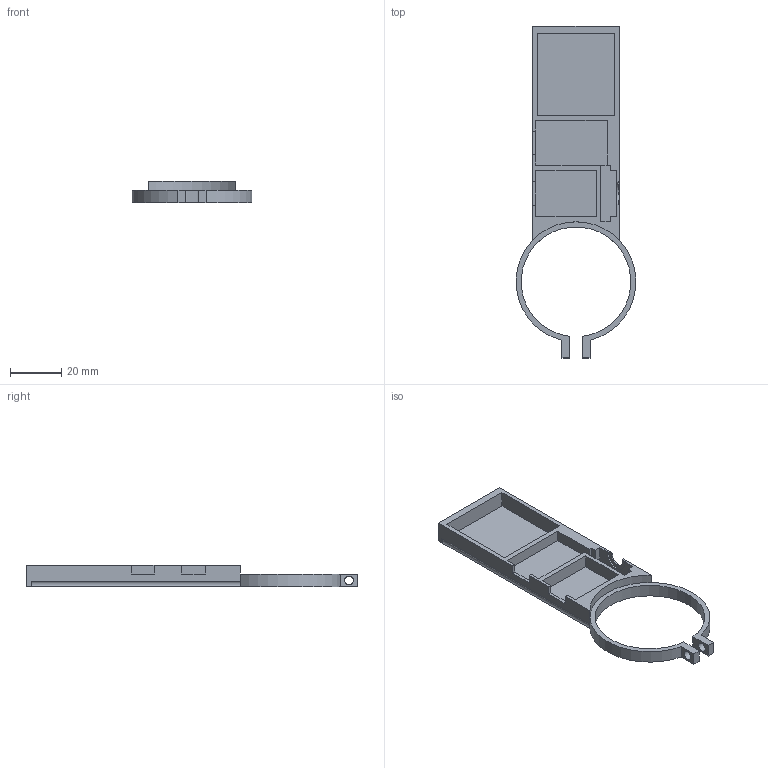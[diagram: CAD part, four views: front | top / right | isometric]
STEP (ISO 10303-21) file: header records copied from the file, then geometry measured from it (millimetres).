
FILE_DESCRIPTION(('FreeCAD Model'),'2;1');
FILE_NAME('Open CASCADE Shape Model','2025-01-08T17:17:19',('Author'),( ''),'Open CASCADE STEP processor 7.8','FreeCAD','Unknown');
FILE_SCHEMA(('AUTOMOTIVE_DESIGN { 1 0 10303 214 1 1 1 1 }'));
Length unit declared in the file: millimetre
Products named in the file (1): Gripper
Bounding box: 46.91 x 130.07 x 8.5 mm (x, y, z)
Volume: 12316.9 mm3; surface area: 11158.9 mm2
Topology: 1 solids, 1 shells, 58 faces, 160 edges, 105 vertices
Faces by surface type: plane 48, cylinder 10
Full cylindrical faces by diameter (mm): 3.5 x2
Entity records: 1858 total; most frequent: CARTESIAN_POINT 324, ORIENTED_EDGE 320, DIRECTION 302, EDGE_CURVE 160, LINE 136, VECTOR 136, VERTEX_POINT 105, AXIS2_PLACEMENT_3D 83
